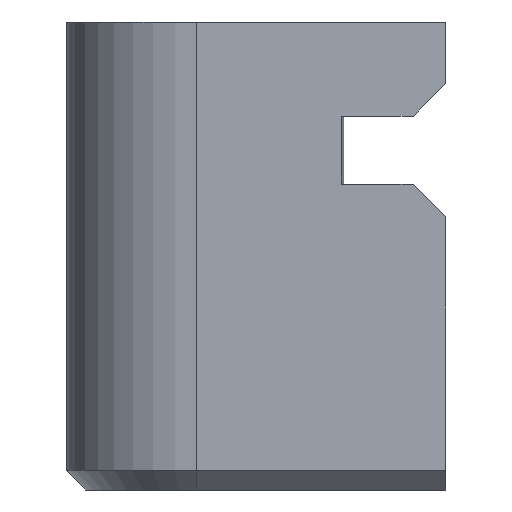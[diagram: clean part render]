
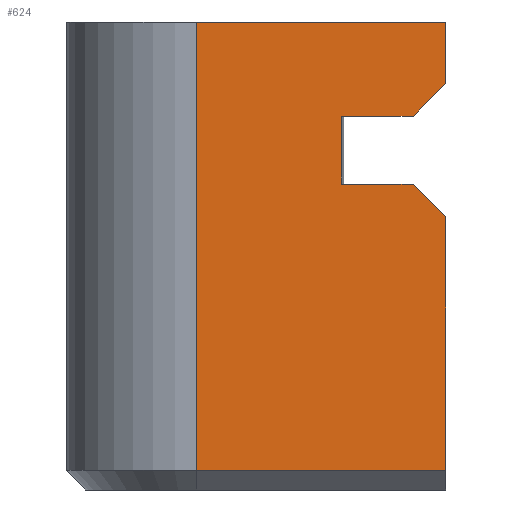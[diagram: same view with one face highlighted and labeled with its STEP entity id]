
A CAD part, front view. The second image highlights one B-rep face of the part: STEP entity #624.
In plain terms, the highlighted planar face has unit normal (0, -1, 0).
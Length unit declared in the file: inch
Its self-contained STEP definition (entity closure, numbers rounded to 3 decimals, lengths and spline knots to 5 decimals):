
#63=PLANE('',#705);
#94=FACE_OUTER_BOUND('',#132,.T.);
#132=EDGE_LOOP('',(#527,#528,#529,#530,#531,#532,#533,#534,#535,#536));
#153=LINE('',#942,#211);
#159=LINE('',#952,#217);
#171=LINE('',#995,#229);
#175=LINE('',#1005,#233);
#188=LINE('',#1044,#246);
#191=LINE('',#1049,#249);
#192=LINE('',#1050,#250);
#193=LINE('',#1051,#251);
#194=LINE('',#1052,#252);
#195=LINE('',#1053,#253);
#211=VECTOR('',#762,39.37008);
#217=VECTOR('',#770,39.37008);
#229=VECTOR('',#810,39.37008);
#233=VECTOR('',#818,39.37008);
#246=VECTOR('',#857,39.37008);
#249=VECTOR('',#862,39.37008);
#250=VECTOR('',#863,39.37008);
#251=VECTOR('',#864,39.37008);
#252=VECTOR('',#865,39.37008);
#253=VECTOR('',#866,39.37008);
#302=VERTEX_POINT('',#939);
#303=VERTEX_POINT('',#941);
#306=VERTEX_POINT('',#950);
#322=VERTEX_POINT('',#992);
#323=VERTEX_POINT('',#994);
#326=VERTEX_POINT('',#1002);
#327=VERTEX_POINT('',#1004);
#339=VERTEX_POINT('',#1042);
#340=VERTEX_POINT('',#1043);
#341=VERTEX_POINT('',#1048);
#359=EDGE_CURVE('',#303,#302,#153,.T.);
#365=EDGE_CURVE('',#302,#306,#159,.T.);
#385=EDGE_CURVE('',#323,#322,#171,.T.);
#390=EDGE_CURVE('',#326,#327,#175,.T.);
#410=EDGE_CURVE('',#339,#340,#188,.T.);
#413=EDGE_CURVE('',#306,#341,#191,.T.);
#414=EDGE_CURVE('',#341,#339,#192,.T.);
#415=EDGE_CURVE('',#340,#327,#193,.T.);
#416=EDGE_CURVE('',#326,#323,#194,.T.);
#417=EDGE_CURVE('',#322,#303,#195,.T.);
#527=ORIENTED_EDGE('',*,*,#413,.T.);
#528=ORIENTED_EDGE('',*,*,#414,.T.);
#529=ORIENTED_EDGE('',*,*,#410,.T.);
#530=ORIENTED_EDGE('',*,*,#415,.T.);
#531=ORIENTED_EDGE('',*,*,#390,.F.);
#532=ORIENTED_EDGE('',*,*,#416,.T.);
#533=ORIENTED_EDGE('',*,*,#385,.T.);
#534=ORIENTED_EDGE('',*,*,#417,.T.);
#535=ORIENTED_EDGE('',*,*,#359,.T.);
#536=ORIENTED_EDGE('',*,*,#365,.T.);
#624=ADVANCED_FACE('',(#94),#63,.F.);
#705=AXIS2_PLACEMENT_3D('',#1047,#860,#861);
#762=DIRECTION('',(-1.,0.,0.));
#770=DIRECTION('',(0.,0.,1.));
#810=DIRECTION('',(0.,0.,1.));
#818=DIRECTION('',(0.,0.,1.));
#857=DIRECTION('',(0.,0.,1.));
#860=DIRECTION('center_axis',(0.,1.,0.));
#861=DIRECTION('ref_axis',(0.,0.,-1.));
#862=DIRECTION('',(1.,0.,0.));
#863=DIRECTION('',(0.707,0.,0.707));
#864=DIRECTION('',(-1.,0.,0.));
#865=DIRECTION('',(1.,0.,0.));
#866=DIRECTION('',(-0.707,0.,0.707));
#939=CARTESIAN_POINT('',(-0.643,-0.3745,0.124));
#941=CARTESIAN_POINT('',(-0.588,-0.3745,0.124));
#942=CARTESIAN_POINT('',(-0.563,-0.3745,0.124));
#950=CARTESIAN_POINT('',(-0.643,-0.3745,0.176));
#952=CARTESIAN_POINT('',(-0.643,-0.3745,-0.11));
#992=CARTESIAN_POINT('',(-0.563,-0.3745,0.099));
#994=CARTESIAN_POINT('',(-0.563,-0.3745,-0.095));
#995=CARTESIAN_POINT('',(-0.563,-0.3745,-0.11));
#1002=CARTESIAN_POINT('',(-0.7535,-0.3745,-0.095));
#1004=CARTESIAN_POINT('',(-0.7535,-0.3745,0.248));
#1005=CARTESIAN_POINT('',(-0.7535,-0.3745,-0.11));
#1042=CARTESIAN_POINT('',(-0.563,-0.3745,0.201));
#1043=CARTESIAN_POINT('',(-0.563,-0.3745,0.248));
#1044=CARTESIAN_POINT('',(-0.563,-0.3745,-0.11));
#1047=CARTESIAN_POINT('Origin',(-0.563,-0.3745,-0.11));
#1048=CARTESIAN_POINT('',(-0.588,-0.3745,0.176));
#1049=CARTESIAN_POINT('',(-0.563,-0.3745,0.176));
#1050=CARTESIAN_POINT('',(-0.588,-0.3745,0.176));
#1051=CARTESIAN_POINT('',(-0.563,-0.3745,0.248));
#1052=CARTESIAN_POINT('',(-0.563,-0.3745,-0.095));
#1053=CARTESIAN_POINT('',(-0.588,-0.3745,0.124));
